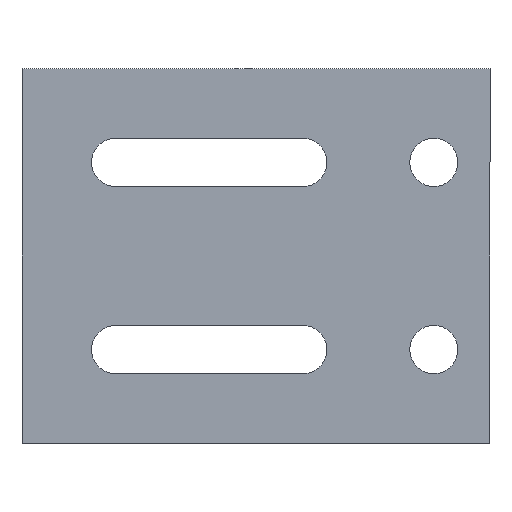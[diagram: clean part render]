
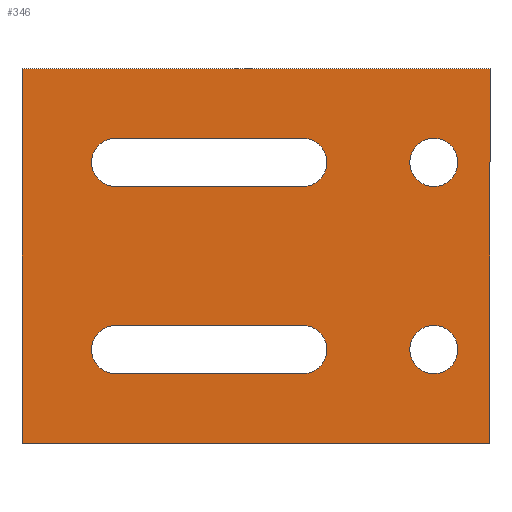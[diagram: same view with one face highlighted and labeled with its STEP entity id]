
A CAD part, front view. The second image highlights one B-rep face of the part: STEP entity #346.
In plain terms, the highlighted planar face has unit normal (0, -1, 0).
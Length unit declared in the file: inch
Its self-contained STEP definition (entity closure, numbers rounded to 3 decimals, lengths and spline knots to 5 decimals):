
#6 = DIRECTION ( 'NONE',  ( 0., 0., 1. ) ) ;
#7 = DIRECTION ( 'NONE',  ( 0., 1., 0. ) ) ;
#8 = CARTESIAN_POINT ( 'NONE',  ( 1.1, 0., -0.25 ) ) ;
#10 = DIRECTION ( 'NONE',  ( 0., 0., 1. ) ) ;
#11 = DIRECTION ( 'NONE',  ( 0., 1., 0. ) ) ;
#12 = CARTESIAN_POINT ( 'NONE',  ( 1.1, 0., -0.75 ) ) ;
#20 = DIRECTION ( 'NONE',  ( 0., 0., -1. ) ) ;
#21 = DIRECTION ( 'NONE',  ( 0., 1., 0. ) ) ;
#22 = CARTESIAN_POINT ( 'NONE',  ( 0.75, 0., -0.75 ) ) ;
#23 = DIRECTION ( 'NONE',  ( 0., 0., -1. ) ) ;
#24 = DIRECTION ( 'NONE',  ( 0., 1., 0. ) ) ;
#25 = CARTESIAN_POINT ( 'NONE',  ( 0.25, 0., -0.75 ) ) ;
#26 = CARTESIAN_POINT ( 'NONE',  ( 0.75, 0., -0.6855 ) ) ;
#27 = CARTESIAN_POINT ( 'NONE',  ( 0.25, 0., -0.8145 ) ) ;
#28 = DIRECTION ( 'NONE',  ( -1., 0., 0. ) ) ;
#29 = DIRECTION ( 'NONE',  ( 0., 0., -1. ) ) ;
#30 = DIRECTION ( 'NONE',  ( 0., 1., 0. ) ) ;
#31 = CARTESIAN_POINT ( 'NONE',  ( 0.75, 0., -0.25 ) ) ;
#32 = DIRECTION ( 'NONE',  ( 1., 0., 0. ) ) ;
#33 = DIRECTION ( 'NONE',  ( 0., 0., 1. ) ) ;
#34 = CARTESIAN_POINT ( 'NONE',  ( 0.25, 0., -0.25 ) ) ;
#35 = DIRECTION ( 'NONE',  ( 0., 1., 0. ) ) ;
#36 = CARTESIAN_POINT ( 'NONE',  ( 0.75, 0., -0.1855 ) ) ;
#37 = DIRECTION ( 'NONE',  ( -1., 0., 0. ) ) ;
#44 = CARTESIAN_POINT ( 'NONE',  ( 0.25, 0., -0.3145 ) ) ;
#47 = DIRECTION ( 'NONE',  ( 1., 0., 0. ) ) ;
#55 = CARTESIAN_POINT ( 'NONE',  ( 0., 0., 0. ) ) ;
#56 = DIRECTION ( 'NONE',  ( 0., 0., 1. ) ) ;
#94 = CARTESIAN_POINT ( 'NONE',  ( 0., 0., -1. ) ) ;
#95 = CARTESIAN_POINT ( 'NONE',  ( 0.25, 0., -0.6855 ) ) ;
#96 = CARTESIAN_POINT ( 'NONE',  ( 1.1, 0., -0.81425 ) ) ;
#101 = CARTESIAN_POINT ( 'NONE',  ( 0.25, 0., -0.3145 ) ) ;
#102 = CARTESIAN_POINT ( 'NONE',  ( 0.25, 0., -0.8145 ) ) ;
#108 = CARTESIAN_POINT ( 'NONE',  ( 1.1, 0., -0.31425 ) ) ;
#110 = CARTESIAN_POINT ( 'NONE',  ( 0.25, 0., -0.1855 ) ) ;
#111 = CARTESIAN_POINT ( 'NONE',  ( 1.25, 0., 0. ) ) ;
#112 = CARTESIAN_POINT ( 'NONE',  ( 0.75, 0., -0.1855 ) ) ;
#116 = CARTESIAN_POINT ( 'NONE',  ( 0.75, 0., -0.8145 ) ) ;
#119 = CARTESIAN_POINT ( 'NONE',  ( 0.75, 0., -0.3145 ) ) ;
#121 = CARTESIAN_POINT ( 'NONE',  ( 1.25, 0., -1. ) ) ;
#122 = CARTESIAN_POINT ( 'NONE',  ( 0.75, 0., -0.6855 ) ) ;
#125 = CARTESIAN_POINT ( 'NONE',  ( 1.1, 0., -0.68575 ) ) ;
#126 = CARTESIAN_POINT ( 'NONE',  ( 0., 0., 0. ) ) ;
#129 = CARTESIAN_POINT ( 'NONE',  ( 1.1, 0., -0.18575 ) ) ;
#132 = DIRECTION ( 'NONE',  ( 0., 0., -1. ) ) ;
#135 = DIRECTION ( 'NONE',  ( -1., 0., 0. ) ) ;
#136 = PLANE ( 'NONE',  #299 ) ;
#138 = CARTESIAN_POINT ( 'NONE',  ( 0., 0., -1. ) ) ;
#139 = CARTESIAN_POINT ( 'NONE',  ( 0., 0., 0. ) ) ;
#140 = DIRECTION ( 'NONE',  ( 0., -1., 0. ) ) ;
#153 = DIRECTION ( 'NONE',  ( 0., 0., 1. ) ) ;
#154 = DIRECTION ( 'NONE',  ( 0., 1., 0. ) ) ;
#158 = CARTESIAN_POINT ( 'NONE',  ( 1.1, 0., -0.25 ) ) ;
#159 = CARTESIAN_POINT ( 'NONE',  ( 1.1, 0., -0.75 ) ) ;
#184 = DIRECTION ( 'NONE',  ( 0., 0., -1. ) ) ;
#189 = DIRECTION ( 'NONE',  ( 0., 1., 0. ) ) ;
#193 = CARTESIAN_POINT ( 'NONE',  ( 1.25, 0., 0. ) ) ;
#195 = DIRECTION ( 'NONE',  ( 0., 0., 1. ) ) ;
#204 = CARTESIAN_POINT ( 'NONE',  ( 0., 0., 0. ) ) ;
#219 = DIRECTION ( 'NONE',  ( 1., 0., 0. ) ) ;
#228 = EDGE_CURVE ( 'NONE', #371, #445, #505, .T. ) ;
#229 = EDGE_CURVE ( 'NONE', #425, #365, #373, .T. ) ;
#232 = EDGE_CURVE ( 'NONE', #487, #372, #413, .T. ) ;
#233 = EDGE_CURVE ( 'NONE', #445, #383, #468, .T. ) ;
#236 = EDGE_CURVE ( 'NONE', #383, #497, #385, .T. ) ;
#244 = EDGE_CURVE ( 'NONE', #497, #371, #519, .T. ) ;
#250 = EDGE_CURVE ( 'NONE', #470, #424, #529, .T. ) ;
#251 = EDGE_CURVE ( 'NONE', #424, #423, #530, .T. ) ;
#252 = EDGE_CURVE ( 'NONE', #423, #393, #532, .T. ) ;
#253 = EDGE_CURVE ( 'NONE', #393, #470, #534, .T. ) ;
#254 = EDGE_CURVE ( 'NONE', #448, #490, #535, .T. ) ;
#255 = EDGE_CURVE ( 'NONE', #490, #404, #531, .T. ) ;
#256 = EDGE_CURVE ( 'NONE', #404, #436, #538, .T. ) ;
#257 = EDGE_CURVE ( 'NONE', #436, #448, #540, .T. ) ;
#260 = EDGE_CURVE ( 'NONE', #372, #487, #537, .T. ) ;
#261 = EDGE_CURVE ( 'NONE', #365, #425, #546, .T. ) ;
#293 = AXIS2_PLACEMENT_3D ( 'NONE', #159, #154, #153 ) ;
#299 = AXIS2_PLACEMENT_3D ( 'NONE', #139, #140, #132 ) ;
#317 = AXIS2_PLACEMENT_3D ( 'NONE', #158, #189, #195 ) ;
#319 = AXIS2_PLACEMENT_3D ( 'NONE', #8, #7, #6 ) ;
#320 = AXIS2_PLACEMENT_3D ( 'NONE', #12, #11, #10 ) ;
#322 = AXIS2_PLACEMENT_3D ( 'NONE', #22, #21, #20 ) ;
#323 = AXIS2_PLACEMENT_3D ( 'NONE', #25, #24, #23 ) ;
#324 = AXIS2_PLACEMENT_3D ( 'NONE', #31, #30, #29 ) ;
#325 = AXIS2_PLACEMENT_3D ( 'NONE', #34, #35, #33 ) ;
#346 = ADVANCED_FACE ( 'NONE', ( #597, #601, #598, #599, #600 ), #136, .T. ) ;
#350 = ORIENTED_EDGE ( 'NONE', *, *, #260, .T. ) ;
#358 = EDGE_LOOP ( 'NONE', ( #350, #455 ) ) ;
#365 = VERTEX_POINT ( 'NONE', #129 ) ;
#366 = EDGE_LOOP ( 'NONE', ( #399, #406 ) ) ;
#371 = VERTEX_POINT ( 'NONE', #126 ) ;
#372 = VERTEX_POINT ( 'NONE', #125 ) ;
#373 = CIRCLE ( 'NONE', #317, 0.06425 ) ;
#379 = ORIENTED_EDGE ( 'NONE', *, *, #244, .F. ) ;
#381 = ORIENTED_EDGE ( 'NONE', *, *, #255, .T. ) ;
#382 = EDGE_LOOP ( 'NONE', ( #642, #640, #398, #422 ) ) ;
#383 = VERTEX_POINT ( 'NONE', #121 ) ;
#385 = LINE ( 'NONE', #138, #507 ) ;
#393 = VERTEX_POINT ( 'NONE', #119 ) ;
#398 = ORIENTED_EDGE ( 'NONE', *, *, #252, .T. ) ;
#399 = ORIENTED_EDGE ( 'NONE', *, *, #261, .T. ) ;
#404 = VERTEX_POINT ( 'NONE', #122 ) ;
#406 = ORIENTED_EDGE ( 'NONE', *, *, #229, .T. ) ;
#408 = ORIENTED_EDGE ( 'NONE', *, *, #233, .F. ) ;
#413 = CIRCLE ( 'NONE', #293, 0.06425 ) ;
#420 = ORIENTED_EDGE ( 'NONE', *, *, #254, .T. ) ;
#422 = ORIENTED_EDGE ( 'NONE', *, *, #253, .T. ) ;
#423 = VERTEX_POINT ( 'NONE', #112 ) ;
#424 = VERTEX_POINT ( 'NONE', #110 ) ;
#425 = VERTEX_POINT ( 'NONE', #108 ) ;
#427 = VECTOR ( 'NONE', #219, 39.37008 ) ;
#432 = ORIENTED_EDGE ( 'NONE', *, *, #256, .T. ) ;
#433 = ORIENTED_EDGE ( 'NONE', *, *, #228, .F. ) ;
#436 = VERTEX_POINT ( 'NONE', #116 ) ;
#442 = EDGE_LOOP ( 'NONE', ( #379, #459, #408, #433 ) ) ;
#445 = VERTEX_POINT ( 'NONE', #111 ) ;
#448 = VERTEX_POINT ( 'NONE', #102 ) ;
#455 = ORIENTED_EDGE ( 'NONE', *, *, #232, .T. ) ;
#458 = EDGE_LOOP ( 'NONE', ( #420, #381, #432, #495 ) ) ;
#459 = ORIENTED_EDGE ( 'NONE', *, *, #236, .F. ) ;
#468 = LINE ( 'NONE', #193, #480 ) ;
#470 = VERTEX_POINT ( 'NONE', #101 ) ;
#480 = VECTOR ( 'NONE', #184, 39.37008 ) ;
#487 = VERTEX_POINT ( 'NONE', #96 ) ;
#490 = VERTEX_POINT ( 'NONE', #95 ) ;
#495 = ORIENTED_EDGE ( 'NONE', *, *, #257, .T. ) ;
#497 = VERTEX_POINT ( 'NONE', #94 ) ;
#505 = LINE ( 'NONE', #204, #427 ) ;
#507 = VECTOR ( 'NONE', #135, 39.37008 ) ;
#519 = LINE ( 'NONE', #55, #523 ) ;
#523 = VECTOR ( 'NONE', #56, 39.37008 ) ;
#529 = CIRCLE ( 'NONE', #325, 0.0645 ) ;
#530 = LINE ( 'NONE', #36, #533 ) ;
#531 = LINE ( 'NONE', #26, #539 ) ;
#532 = CIRCLE ( 'NONE', #324, 0.0645 ) ;
#533 = VECTOR ( 'NONE', #47, 39.37008 ) ;
#534 = LINE ( 'NONE', #44, #536 ) ;
#535 = CIRCLE ( 'NONE', #323, 0.0645 ) ;
#536 = VECTOR ( 'NONE', #37, 39.37008 ) ;
#537 = CIRCLE ( 'NONE', #320, 0.06425 ) ;
#538 = CIRCLE ( 'NONE', #322, 0.0645 ) ;
#539 = VECTOR ( 'NONE', #32, 39.37008 ) ;
#540 = LINE ( 'NONE', #27, #542 ) ;
#542 = VECTOR ( 'NONE', #28, 39.37008 ) ;
#546 = CIRCLE ( 'NONE', #319, 0.06425 ) ;
#597 = FACE_BOUND ( 'NONE', #382, .T. ) ;
#598 = FACE_BOUND ( 'NONE', #358, .T. ) ;
#599 = FACE_BOUND ( 'NONE', #366, .T. ) ;
#600 = FACE_OUTER_BOUND ( 'NONE', #442, .T. ) ;
#601 = FACE_BOUND ( 'NONE', #458, .T. ) ;
#640 = ORIENTED_EDGE ( 'NONE', *, *, #251, .T. ) ;
#642 = ORIENTED_EDGE ( 'NONE', *, *, #250, .T. ) ;
